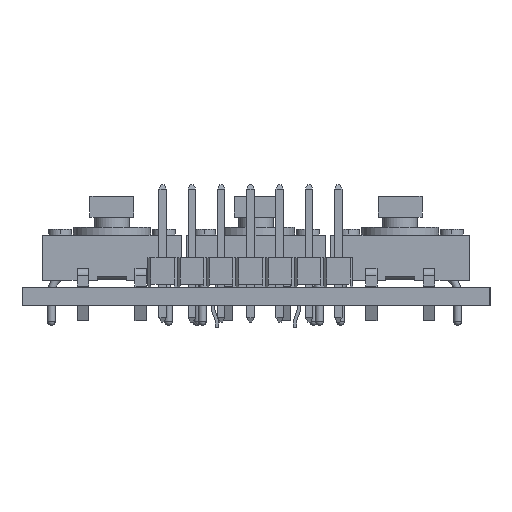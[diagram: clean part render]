
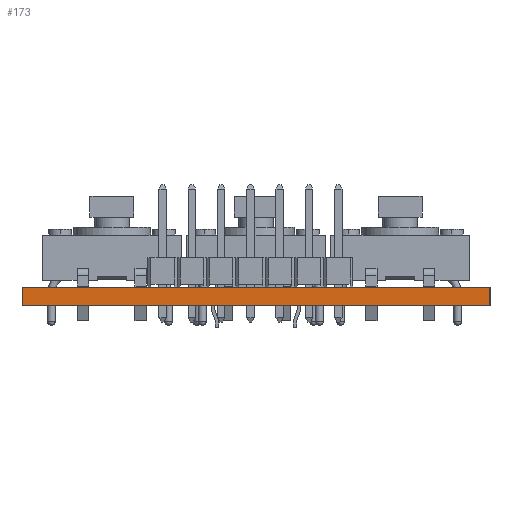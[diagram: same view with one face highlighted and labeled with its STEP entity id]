
A CAD part, left-side view. The second image highlights one B-rep face of the part: STEP entity #173.
In plain terms, the highlighted planar face has unit normal (-1, 0, 0).
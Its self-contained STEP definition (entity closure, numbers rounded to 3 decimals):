
#117 = VERTEX_POINT('',#118);
#118 = CARTESIAN_POINT('',(-33.3,20.2,0.803));
#124 = EDGE_CURVE('',#125,#117,#127,.T.);
#125 = VERTEX_POINT('',#126);
#126 = CARTESIAN_POINT('',(-33.3,20.2,-0.803));
#127 = LINE('',#128,#129);
#128 = CARTESIAN_POINT('',(-33.3,20.2,-0.803));
#129 = VECTOR('',#130,1.);
#130 = DIRECTION('',(0.,0.,1.));
#173 = ADVANCED_FACE('',(#174),#199,.F.);
#174 = FACE_BOUND('',#175,.F.);
#175 = EDGE_LOOP('',(#176,#177,#185,#193));
#176 = ORIENTED_EDGE('',*,*,#124,.T.);
#177 = ORIENTED_EDGE('',*,*,#178,.T.);
#178 = EDGE_CURVE('',#117,#179,#181,.T.);
#179 = VERTEX_POINT('',#180);
#180 = CARTESIAN_POINT('',(-33.3,-20.4,0.803));
#181 = LINE('',#182,#183);
#182 = CARTESIAN_POINT('',(-33.3,20.2,0.803));
#183 = VECTOR('',#184,1.);
#184 = DIRECTION('',(0.,-1.,0.));
#185 = ORIENTED_EDGE('',*,*,#186,.F.);
#186 = EDGE_CURVE('',#187,#179,#189,.T.);
#187 = VERTEX_POINT('',#188);
#188 = CARTESIAN_POINT('',(-33.3,-20.4,-0.803));
#189 = LINE('',#190,#191);
#190 = CARTESIAN_POINT('',(-33.3,-20.4,-0.803));
#191 = VECTOR('',#192,1.);
#192 = DIRECTION('',(0.,0.,1.));
#193 = ORIENTED_EDGE('',*,*,#194,.F.);
#194 = EDGE_CURVE('',#125,#187,#195,.T.);
#195 = LINE('',#196,#197);
#196 = CARTESIAN_POINT('',(-33.3,20.2,-0.803));
#197 = VECTOR('',#198,1.);
#198 = DIRECTION('',(0.,-1.,0.));
#199 = PLANE('',#200);
#200 = AXIS2_PLACEMENT_3D('',#201,#202,#203);
#201 = CARTESIAN_POINT('',(-33.3,20.2,-0.803));
#202 = DIRECTION('',(1.,0.,0.));
#203 = DIRECTION('',(0.,-1.,0.));
